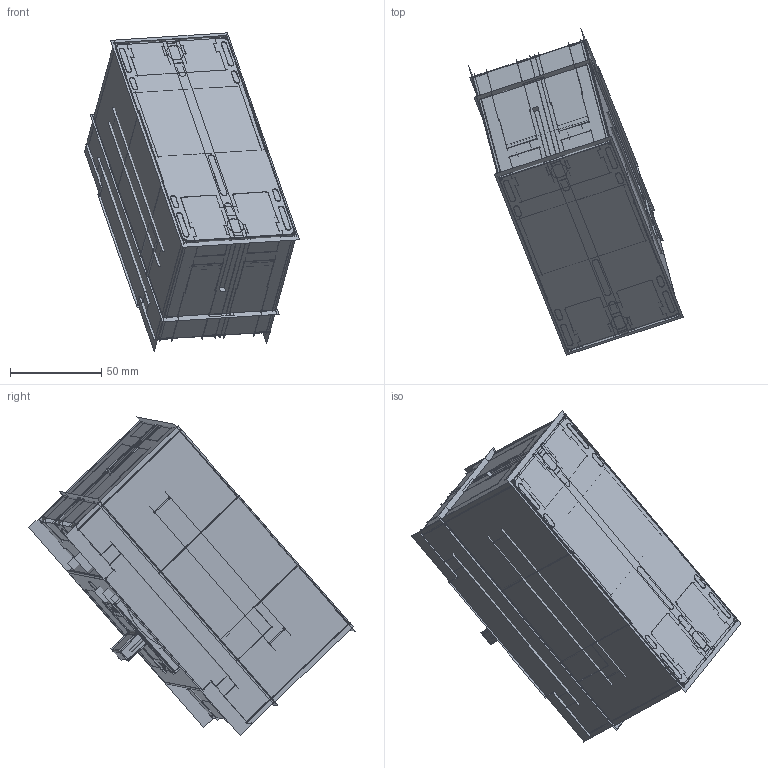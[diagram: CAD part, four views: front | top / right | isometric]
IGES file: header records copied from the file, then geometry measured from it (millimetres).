
Start section:  PTC IGES file: nm1_125h_2p_asm.igs
Global section: file name: nm1_125h_2p_asm.igs; native system: Pro/ENGINEER by Parametric Technology Corporation; preprocessor: 2007090; author: lwjun; organization: Unknown; date: 20140401.105048; units: millimetre
Bounding box: 117.98 x 179.24 x 174.84 mm (x, y, z)
Surface area: 907344.5 mm2 (no closed solid volume)
Topology: 0 solids, 0 shells, 4333 faces, 64725 edges, 84026 vertices
Faces by surface type: bspline 3386, revolution 947
